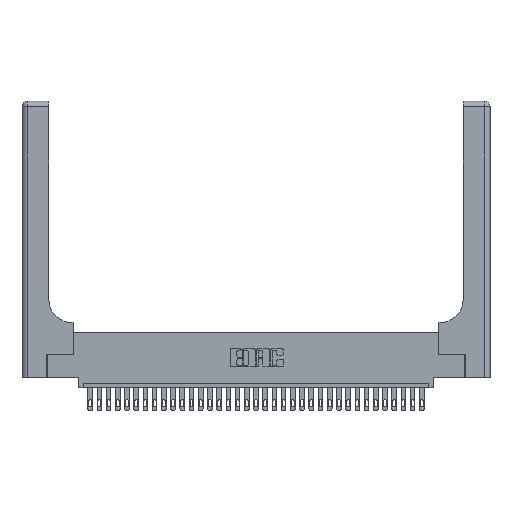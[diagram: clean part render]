
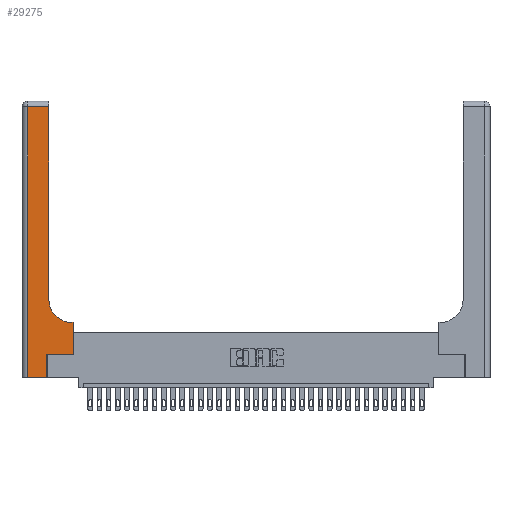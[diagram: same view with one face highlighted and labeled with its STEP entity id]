
A CAD part, top view. The second image highlights one B-rep face of the part: STEP entity #29275.
In plain terms, the highlighted planar face has unit normal (0, 0, 1).
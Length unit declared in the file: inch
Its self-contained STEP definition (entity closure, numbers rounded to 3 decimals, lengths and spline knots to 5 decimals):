
#484 = VERTEX_POINT ( 'NONE', #5599 ) ;
#737 = LINE ( 'NONE', #6684, #20247 ) ;
#795 = CARTESIAN_POINT ( 'NONE',  ( 0.2915, 0.6, 0.37 ) ) ;
#1054 = VECTOR ( 'NONE', #30865, 39.37008 ) ;
#1200 = AXIS2_PLACEMENT_3D ( 'NONE', #3512, #32216, #23904 ) ;
#1450 = LINE ( 'NONE', #32654, #5882 ) ;
#1635 = CIRCLE ( 'NONE', #27954, 0.25 ) ;
#2131 = VECTOR ( 'NONE', #8977, 39.37008 ) ;
#3448 = ORIENTED_EDGE ( 'NONE', *, *, #4636, .T. ) ;
#3455 = CARTESIAN_POINT ( 'NONE',  ( 0.5415, 0.85, 0.37 ) ) ;
#3512 = CARTESIAN_POINT ( 'NONE',  ( 0., 3., 0.37 ) ) ;
#3591 = CARTESIAN_POINT ( 'NONE',  ( 0.5585, 0.25, 0.37 ) ) ;
#3780 = CARTESIAN_POINT ( 'NONE',  ( 0.06, 0., 0.37 ) ) ;
#3860 = LINE ( 'NONE', #795, #1054 ) ;
#4636 = EDGE_CURVE ( 'NONE', #18173, #17964, #7333, .T. ) ;
#5599 = CARTESIAN_POINT ( 'NONE',  ( 0.269, 0., 0.37 ) ) ;
#5798 = CARTESIAN_POINT ( 'NONE',  ( 0.2915, 3., 0.37 ) ) ;
#5882 = VECTOR ( 'NONE', #17008, 39.37008 ) ;
#6684 = CARTESIAN_POINT ( 'NONE',  ( 0., 2.94, 0.37 ) ) ;
#7210 = VERTEX_POINT ( 'NONE', #16351 ) ;
#7333 = LINE ( 'NONE', #17567, #31806 ) ;
#7487 = VERTEX_POINT ( 'NONE', #10318 ) ;
#8431 = ORIENTED_EDGE ( 'NONE', *, *, #24168, .T. ) ;
#8977 = DIRECTION ( 'NONE',  ( 0., -1., 0. ) ) ;
#9875 = CARTESIAN_POINT ( 'NONE',  ( 0.269, 0.25, 0.37 ) ) ;
#9927 = DIRECTION ( 'NONE',  ( 1., 0., 0. ) ) ;
#9967 = ORIENTED_EDGE ( 'NONE', *, *, #20984, .T. ) ;
#10318 = CARTESIAN_POINT ( 'NONE',  ( 0.2915, 0.85, 0.37 ) ) ;
#10346 = EDGE_CURVE ( 'NONE', #7210, #23257, #3860, .T. ) ;
#11487 = DIRECTION ( 'NONE',  ( 0., 1., 0. ) ) ;
#12415 = CARTESIAN_POINT ( 'NONE',  ( 0.269, 0., 0.37 ) ) ;
#14945 = VECTOR ( 'NONE', #11487, 39.37008 ) ;
#15176 = ORIENTED_EDGE ( 'NONE', *, *, #10346, .T. ) ;
#15196 = ORIENTED_EDGE ( 'NONE', *, *, #28765, .T. ) ;
#15360 = ORIENTED_EDGE ( 'NONE', *, *, #33504, .T. ) ;
#16351 = CARTESIAN_POINT ( 'NONE',  ( 0.5585, 0.6, 0.37 ) ) ;
#16401 = VERTEX_POINT ( 'NONE', #29332 ) ;
#17008 = DIRECTION ( 'NONE',  ( 1., 0., 0. ) ) ;
#17280 = DIRECTION ( 'NONE',  ( -1., 0., 0. ) ) ;
#17567 = CARTESIAN_POINT ( 'NONE',  ( 0.269, 0.25, 0.37 ) ) ;
#17964 = VERTEX_POINT ( 'NONE', #3591 ) ;
#18126 = LINE ( 'NONE', #23722, #23427 ) ;
#18173 = VERTEX_POINT ( 'NONE', #9875 ) ;
#18712 = ORIENTED_EDGE ( 'NONE', *, *, #28949, .T. ) ;
#19262 = CARTESIAN_POINT ( 'NONE',  ( 0.06, 3., 0.37 ) ) ;
#19944 = VERTEX_POINT ( 'NONE', #3780 ) ;
#20247 = VECTOR ( 'NONE', #17280, 39.37008 ) ;
#20715 = EDGE_LOOP ( 'NONE', ( #9967, #15360, #21053, #15196, #8431, #3448, #18712, #15176, #28027 ) ) ;
#20984 = EDGE_CURVE ( 'NONE', #7487, #32902, #21897, .T. ) ;
#21053 = ORIENTED_EDGE ( 'NONE', *, *, #30632, .T. ) ;
#21897 = LINE ( 'NONE', #5798, #14945 ) ;
#22441 = LINE ( 'NONE', #12415, #24086 ) ;
#23257 = VERTEX_POINT ( 'NONE', #24014 ) ;
#23427 = VECTOR ( 'NONE', #31371, 39.37008 ) ;
#23722 = CARTESIAN_POINT ( 'NONE',  ( 0.5585, 0.25, 0.37 ) ) ;
#23904 = DIRECTION ( 'NONE',  ( -1., 0., 0. ) ) ;
#24014 = CARTESIAN_POINT ( 'NONE',  ( 0.5415, 0.6, 0.37 ) ) ;
#24086 = VECTOR ( 'NONE', #33059, 39.37008 ) ;
#24168 = EDGE_CURVE ( 'NONE', #484, #18173, #22441, .T. ) ;
#24249 = PLANE ( 'NONE',  #1200 ) ;
#25666 = EDGE_CURVE ( 'NONE', #23257, #7487, #1635, .T. ) ;
#27888 = FACE_OUTER_BOUND ( 'NONE', #20715, .T. ) ;
#27954 = AXIS2_PLACEMENT_3D ( 'NONE', #3455, #29646, #32276 ) ;
#28027 = ORIENTED_EDGE ( 'NONE', *, *, #25666, .T. ) ;
#28765 = EDGE_CURVE ( 'NONE', #19944, #484, #1450, .T. ) ;
#28949 = EDGE_CURVE ( 'NONE', #17964, #7210, #18126, .T. ) ;
#29275 = ADVANCED_FACE ( 'NONE', ( #27888 ), #24249, .F. ) ;
#29332 = CARTESIAN_POINT ( 'NONE',  ( 0.06, 2.94, 0.37 ) ) ;
#29646 = DIRECTION ( 'NONE',  ( 0., 0., -1. ) ) ;
#30632 = EDGE_CURVE ( 'NONE', #16401, #19944, #32694, .T. ) ;
#30865 = DIRECTION ( 'NONE',  ( -1., 0., 0. ) ) ;
#31371 = DIRECTION ( 'NONE',  ( 0., 1., 0. ) ) ;
#31806 = VECTOR ( 'NONE', #9927, 39.37008 ) ;
#32216 = DIRECTION ( 'NONE',  ( 0., 0., -1. ) ) ;
#32276 = DIRECTION ( 'NONE',  ( 1., 0., 0. ) ) ;
#32517 = CARTESIAN_POINT ( 'NONE',  ( 0.2915, 2.94, 0.37 ) ) ;
#32654 = CARTESIAN_POINT ( 'NONE',  ( 0., 0., 0.37 ) ) ;
#32694 = LINE ( 'NONE', #19262, #2131 ) ;
#32902 = VERTEX_POINT ( 'NONE', #32517 ) ;
#33059 = DIRECTION ( 'NONE',  ( 0., 1., 0. ) ) ;
#33504 = EDGE_CURVE ( 'NONE', #32902, #16401, #737, .T. ) ;
